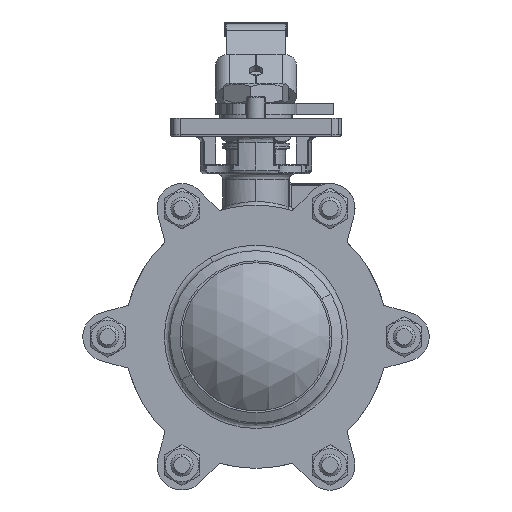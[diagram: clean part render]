
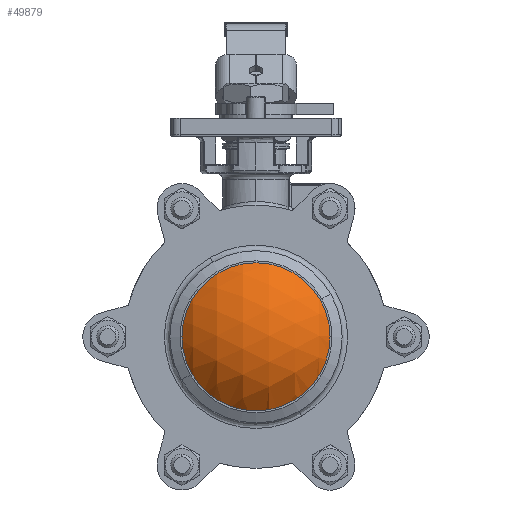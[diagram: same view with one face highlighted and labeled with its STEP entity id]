
A CAD part, left-side view. The second image highlights one B-rep face of the part: STEP entity #49879.
In plain terms, the highlighted spherical face has radius 60 mm.
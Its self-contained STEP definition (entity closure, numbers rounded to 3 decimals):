
#48846=CARTESIAN_POINT('',(40.452,-44.313,0.));
#48847=VERTEX_POINT('',#48846);
#48848=CARTESIAN_POINT('',(-40.452,-44.313,0.));
#48849=VERTEX_POINT('',#48848);
#48850=CARTESIAN_POINT('',(0.,0.,0.));
#48851=DIRECTION('',(0.0,0.0,-1.0));
#48852=DIRECTION('',(0.0,-1.0,0.0));
#48853=AXIS2_PLACEMENT_3D('',#48850,#48851,#48852);
#48854=CIRCLE('',#48853,60.);
#48855=EDGE_CURVE('',#48847,#48849,#48854,.T.);
#48866=CARTESIAN_POINT('',(40.452,44.313,0.));
#48867=VERTEX_POINT('',#48866);
#48875=CARTESIAN_POINT('',(-40.452,44.313,0.));
#48876=VERTEX_POINT('',#48875);
#48877=CARTESIAN_POINT('',(0.,0.,0.));
#48878=DIRECTION('',(0.0,0.0,-1.0));
#48879=DIRECTION('',(0.0,-1.0,0.0));
#48880=AXIS2_PLACEMENT_3D('',#48877,#48878,#48879);
#48881=CIRCLE('',#48880,60.);
#48882=EDGE_CURVE('',#48876,#48867,#48881,.T.);
#49260=CARTESIAN_POINT('',(-40.452,-31.334,-31.334));
#49261=VERTEX_POINT('',#49260);
#49268=CARTESIAN_POINT('',(-40.452,0.,0.));
#49269=DIRECTION('',(1.0,0.,0.));
#49270=DIRECTION('',(0.,0.707,0.707));
#49271=AXIS2_PLACEMENT_3D('',#49268,#49269,#49270);
#49272=CIRCLE('',#49271,44.313);
#49273=EDGE_CURVE('',#48849,#49261,#49272,.T.);
#49328=CARTESIAN_POINT('',(40.452,31.334,-31.334));
#49329=VERTEX_POINT('',#49328);
#49352=CARTESIAN_POINT('',(40.452,0.,0.));
#49353=DIRECTION('',(-1.,0.,0.));
#49354=DIRECTION('',(0.,0.707,-0.707));
#49355=AXIS2_PLACEMENT_3D('',#49352,#49353,#49354);
#49356=CIRCLE('',#49355,44.313);
#49357=EDGE_CURVE('',#49329,#48847,#49356,.T.);
#49443=CARTESIAN_POINT('',(40.452,0.,0.));
#49444=DIRECTION('',(-1.,0.,0.));
#49445=DIRECTION('',(0.,0.707,-0.707));
#49446=AXIS2_PLACEMENT_3D('',#49443,#49444,#49445);
#49447=CIRCLE('',#49446,44.313);
#49448=EDGE_CURVE('',#48867,#49329,#49447,.T.);
#49516=CARTESIAN_POINT('',(-40.452,0.,0.));
#49517=DIRECTION('',(1.0,0.,0.));
#49518=DIRECTION('',(0.,0.707,0.707));
#49519=AXIS2_PLACEMENT_3D('',#49516,#49517,#49518);
#49520=CIRCLE('',#49519,44.313);
#49521=EDGE_CURVE('',#49261,#48876,#49520,.T.);
#49866=CARTESIAN_POINT('',(0.,0.,0.));
#49867=DIRECTION('',(0.0,-1.0,0.0));
#49868=DIRECTION('',(1.0,0.0,0.0));
#49869=AXIS2_PLACEMENT_3D('',#49866,#49867,#49868);
#49870=SPHERICAL_SURFACE('',#49869,60.);
#49871=ORIENTED_EDGE('',*,*,#48855,.T.);
#49872=ORIENTED_EDGE('',*,*,#49273,.T.);
#49873=ORIENTED_EDGE('',*,*,#49521,.T.);
#49874=ORIENTED_EDGE('',*,*,#48882,.T.);
#49875=ORIENTED_EDGE('',*,*,#49448,.T.);
#49876=ORIENTED_EDGE('',*,*,#49357,.T.);
#49877=EDGE_LOOP('',(#49871,#49872,#49873,#49874,#49875,#49876));
#49878=FACE_OUTER_BOUND('',#49877,.T.);
#49879=ADVANCED_FACE('',(#49878),#49870,.T.);
